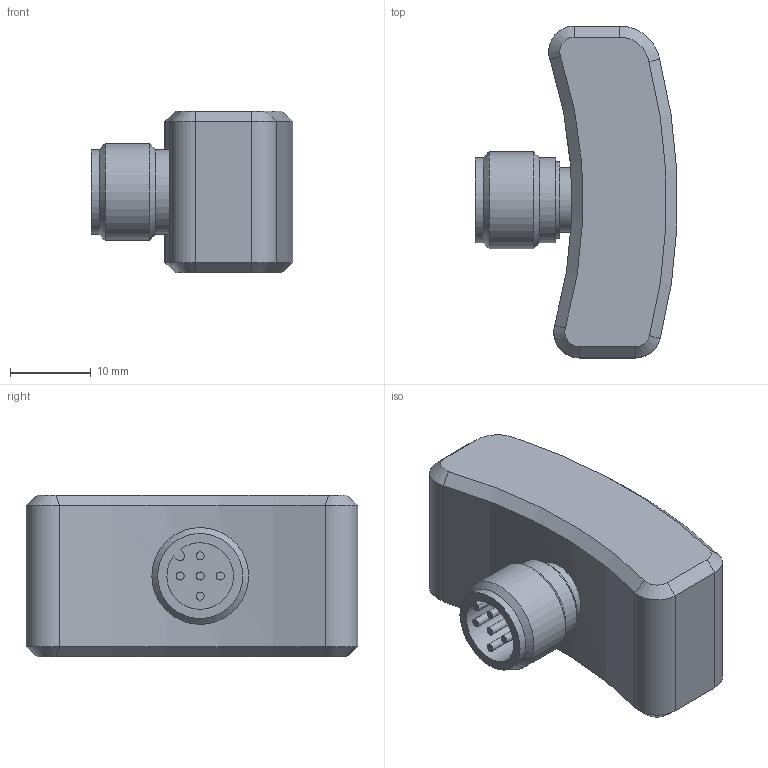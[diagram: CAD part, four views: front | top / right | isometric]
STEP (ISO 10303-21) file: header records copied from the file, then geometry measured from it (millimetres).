
FILE_DESCRIPTION(/* description */ ('STEP AP242','CAx-IF Rec.Pracs.---Representation and Presentation of Product Manufacturing Information (PMI)---4.0---2014-10-13','CAx-IF Rec.Pracs.---3D Tessellated Geometry---0.4---2014-09-14','2;1'),/* implementation_level */ '2;1');
FILE_NAME(/* name */ 'swd4_rc5_10',/* time_stamp */ '2024-08-20T14:05:19+02:00',/* author */ ('License CC BY-ND 4.0'),/* organization */ ('CADENAS'),/* preprocessor_version */ 'ST-DEVELOPER v19.3',/* originating_system */ 'PARTsolutions',/* authorisation */ ' ');
FILE_SCHEMA (('AP242_MANAGED_MODEL_BASED_3D_ENGINEERING_MIM_LF { 1 0 10303 442 1 1 4 }'));
Length unit declared in the file: millimetre
Products named in the file (1): 174754
Bounding box: 25.04 x 41.15 x 20.07 mm (x, y, z)
Volume: 11305.5 mm3; surface area: 3868.9 mm2
Topology: 1 solids, 1 shells, 51 faces, 101 edges, 61 vertices
Faces by surface type: plane 19, cylinder 18, cone 14
Full cylindrical faces by diameter (mm): 1 x5, 8 x1, 9.5 x1, 10.54 x2, 12 x1
Entity records: 1273 total; most frequent: DIRECTION 236, CARTESIAN_POINT 216, ORIENTED_EDGE 176, AXIS2_PLACEMENT_3D 99, EDGE_CURVE 88, EDGE_LOOP 72, FACE_BOUND 72, VERTEX_POINT 60
